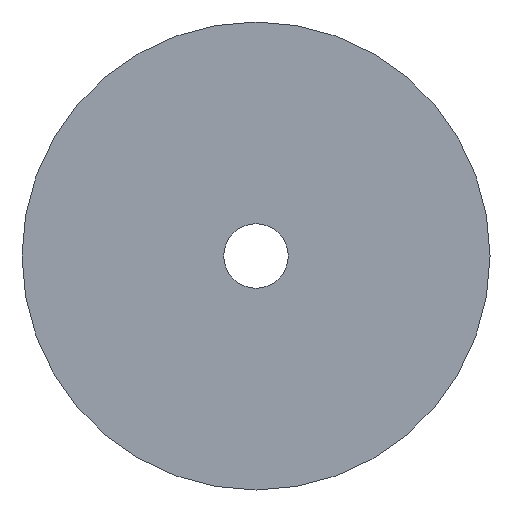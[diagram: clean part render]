
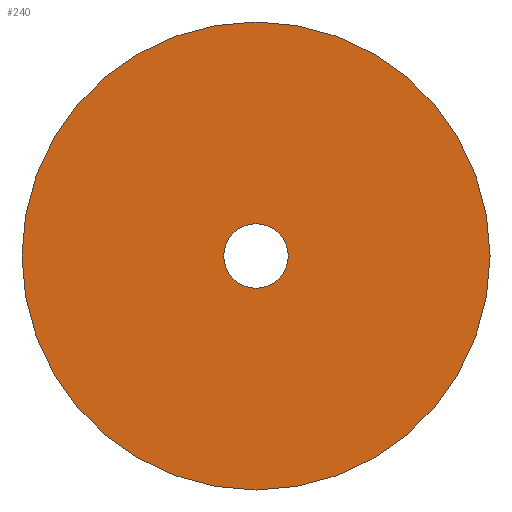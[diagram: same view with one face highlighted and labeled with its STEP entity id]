
A CAD part, front view. The second image highlights one B-rep face of the part: STEP entity #240.
In plain terms, the highlighted planar face has unit normal (0, -1, 0).
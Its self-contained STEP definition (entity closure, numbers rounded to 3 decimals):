
#3 = ORIENTED_EDGE ( 'NONE', *, *, #346, .T. ) ;
#12 = DIRECTION ( 'NONE',  ( 0., 1., 0. ) ) ;
#38 = CIRCLE ( 'NONE', #293, 3.1 ) ;
#48 = DIRECTION ( 'NONE',  ( 0., 1., 0. ) ) ;
#52 = AXIS2_PLACEMENT_3D ( 'NONE', #252, #135, #194 ) ;
#60 = CARTESIAN_POINT ( 'NONE',  ( 0., 0., -3.1 ) ) ;
#62 = VERTEX_POINT ( 'NONE', #190 ) ;
#72 = DIRECTION ( 'NONE',  ( 0., 0., 1. ) ) ;
#76 = DIRECTION ( 'NONE',  ( 0., 0., 1. ) ) ;
#79 = CARTESIAN_POINT ( 'NONE',  ( 0., 0., 0. ) ) ;
#87 = EDGE_LOOP ( 'NONE', ( #174, #284 ) ) ;
#102 = CARTESIAN_POINT ( 'NONE',  ( 0., 0., 0. ) ) ;
#109 = EDGE_CURVE ( 'NONE', #231, #234, #295, .T. ) ;
#124 = AXIS2_PLACEMENT_3D ( 'NONE', #102, #48, #76 ) ;
#135 = DIRECTION ( 'NONE',  ( 0., 1., 0. ) ) ;
#144 = DIRECTION ( 'NONE',  ( 0., 0., 1. ) ) ;
#146 = CIRCLE ( 'NONE', #52, 22.5 ) ;
#162 = CARTESIAN_POINT ( 'NONE',  ( 0., 0., -22.5 ) ) ;
#174 = ORIENTED_EDGE ( 'NONE', *, *, #175, .F. ) ;
#175 = EDGE_CURVE ( 'NONE', #234, #231, #146, .T. ) ;
#180 = DIRECTION ( 'NONE',  ( 0., 1., 0. ) ) ;
#185 = CARTESIAN_POINT ( 'NONE',  ( 0., 0., 0. ) ) ;
#188 = EDGE_CURVE ( 'NONE', #280, #62, #320, .T. ) ;
#190 = CARTESIAN_POINT ( 'NONE',  ( 0., 0., 3.1 ) ) ;
#194 = DIRECTION ( 'NONE',  ( 0., 0., 1. ) ) ;
#197 = CARTESIAN_POINT ( 'NONE',  ( 0., 0., 22.5 ) ) ;
#231 = VERTEX_POINT ( 'NONE', #197 ) ;
#234 = VERTEX_POINT ( 'NONE', #162 ) ;
#240 = ADVANCED_FACE ( 'NONE', ( #249, #368 ), #365, .F. ) ;
#246 = ORIENTED_EDGE ( 'NONE', *, *, #188, .T. ) ;
#249 = FACE_OUTER_BOUND ( 'NONE', #87, .T. ) ;
#252 = CARTESIAN_POINT ( 'NONE',  ( 0., 0., 0. ) ) ;
#264 = CARTESIAN_POINT ( 'NONE',  ( 0., 0., 0. ) ) ;
#280 = VERTEX_POINT ( 'NONE', #60 ) ;
#284 = ORIENTED_EDGE ( 'NONE', *, *, #109, .F. ) ;
#289 = AXIS2_PLACEMENT_3D ( 'NONE', #185, #180, #292 ) ;
#292 = DIRECTION ( 'NONE',  ( 0., 0., 1. ) ) ;
#293 = AXIS2_PLACEMENT_3D ( 'NONE', #264, #340, #144 ) ;
#295 = CIRCLE ( 'NONE', #289, 22.5 ) ;
#306 = EDGE_LOOP ( 'NONE', ( #246, #3 ) ) ;
#320 = CIRCLE ( 'NONE', #332, 3.1 ) ;
#332 = AXIS2_PLACEMENT_3D ( 'NONE', #79, #12, #72 ) ;
#340 = DIRECTION ( 'NONE',  ( 0., 1., 0. ) ) ;
#346 = EDGE_CURVE ( 'NONE', #62, #280, #38, .T. ) ;
#365 = PLANE ( 'NONE',  #124 ) ;
#368 = FACE_BOUND ( 'NONE', #306, .T. ) ;
